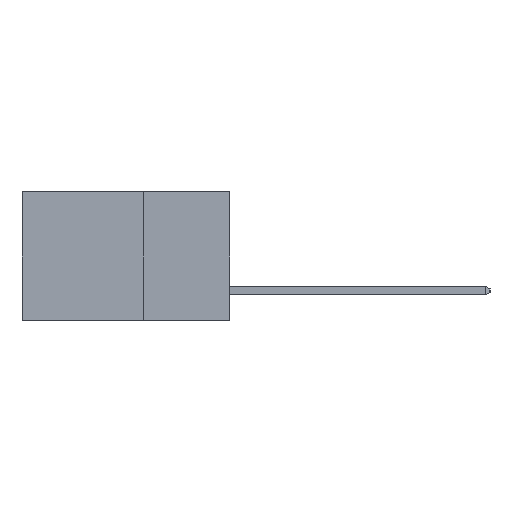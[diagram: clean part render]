
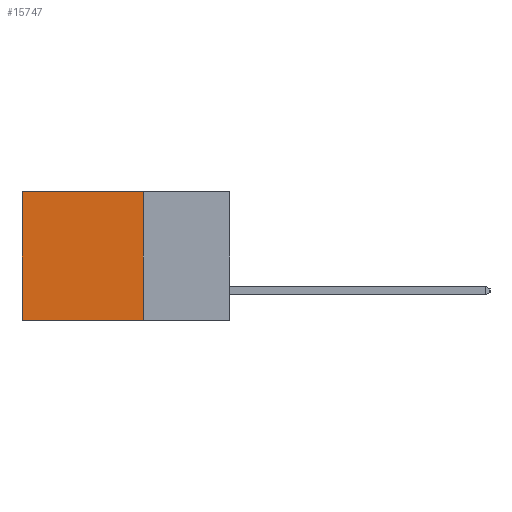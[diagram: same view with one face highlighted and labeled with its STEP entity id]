
A CAD part, left-side view. The second image highlights one B-rep face of the part: STEP entity #15747.
In plain terms, the highlighted planar face has unit normal (-1, 0, 0).
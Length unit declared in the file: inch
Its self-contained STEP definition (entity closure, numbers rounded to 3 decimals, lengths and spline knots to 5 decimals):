
#133 = EDGE_CURVE ( 'NONE', #13511, #12400, #10777, .T. ) ;
#263 = DIRECTION ( 'NONE',  ( 0., 1., 0. ) ) ;
#381 = DIRECTION ( 'NONE',  ( 1., 0., 0. ) ) ;
#433 = DIRECTION ( 'NONE',  ( 0., 0., -1. ) ) ;
#628 = CARTESIAN_POINT ( 'NONE',  ( 0.2615, 0.25, -0.37 ) ) ;
#953 = DIRECTION ( 'NONE',  ( 0., 0., -1. ) ) ;
#1035 = CARTESIAN_POINT ( 'NONE',  ( 0.2615, 0.25, -0.37 ) ) ;
#1147 = CARTESIAN_POINT ( 'NONE',  ( 0.2615, 0.25, -0.37 ) ) ;
#1795 = VECTOR ( 'NONE', #953, 39.37008 ) ;
#2943 = AXIS2_PLACEMENT_3D ( 'NONE', #13772, #381, #10912 ) ;
#3471 = EDGE_CURVE ( 'NONE', #17708, #17874, #13036, .T. ) ;
#3921 = CARTESIAN_POINT ( 'NONE',  ( 0.2615, 0.6, -0.37 ) ) ;
#3924 = DIRECTION ( 'NONE',  ( 0., 1., 0. ) ) ;
#5096 = VECTOR ( 'NONE', #433, 39.37008 ) ;
#5366 = CARTESIAN_POINT ( 'NONE',  ( 0.2615, 0.25, 0. ) ) ;
#5563 = LINE ( 'NONE', #1147, #5096 ) ;
#5742 = LINE ( 'NONE', #3921, #1795 ) ;
#6729 = VECTOR ( 'NONE', #3924, 39.37008 ) ;
#7284 = ORIENTED_EDGE ( 'NONE', *, *, #15979, .T. ) ;
#7596 = CARTESIAN_POINT ( 'NONE',  ( 0.2615, 0.25, 0. ) ) ;
#9045 = VECTOR ( 'NONE', #263, 39.37008 ) ;
#9391 = PLANE ( 'NONE',  #2943 ) ;
#9628 = EDGE_LOOP ( 'NONE', ( #7284, #10573, #9893, #10555 ) ) ;
#9893 = ORIENTED_EDGE ( 'NONE', *, *, #13697, .F. ) ;
#10042 = FACE_OUTER_BOUND ( 'NONE', #9628, .T. ) ;
#10555 = ORIENTED_EDGE ( 'NONE', *, *, #133, .T. ) ;
#10573 = ORIENTED_EDGE ( 'NONE', *, *, #3471, .F. ) ;
#10777 = LINE ( 'NONE', #7596, #6729 ) ;
#10912 = DIRECTION ( 'NONE',  ( 0., 0., -1. ) ) ;
#12400 = VERTEX_POINT ( 'NONE', #15545 ) ;
#13036 = LINE ( 'NONE', #628, #9045 ) ;
#13511 = VERTEX_POINT ( 'NONE', #5366 ) ;
#13697 = EDGE_CURVE ( 'NONE', #13511, #17708, #5563, .T. ) ;
#13772 = CARTESIAN_POINT ( 'NONE',  ( 0.2615, 0.25, -0.37 ) ) ;
#15545 = CARTESIAN_POINT ( 'NONE',  ( 0.2615, 0.6, 0. ) ) ;
#15747 = ADVANCED_FACE ( 'NONE', ( #10042 ), #9391, .F. ) ;
#15979 = EDGE_CURVE ( 'NONE', #12400, #17874, #5742, .T. ) ;
#17708 = VERTEX_POINT ( 'NONE', #1035 ) ;
#17874 = VERTEX_POINT ( 'NONE', #18961 ) ;
#18961 = CARTESIAN_POINT ( 'NONE',  ( 0.2615, 0.6, -0.37 ) ) ;
